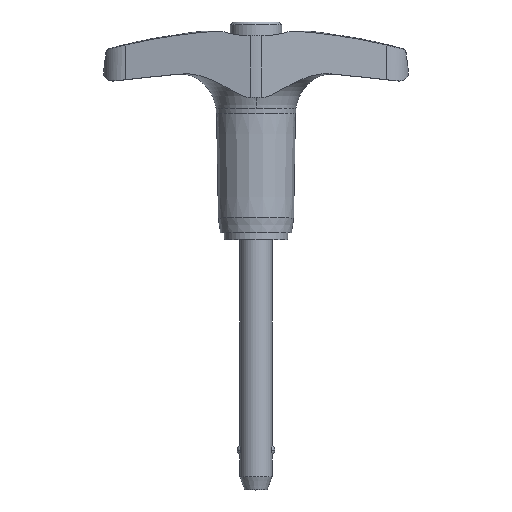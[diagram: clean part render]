
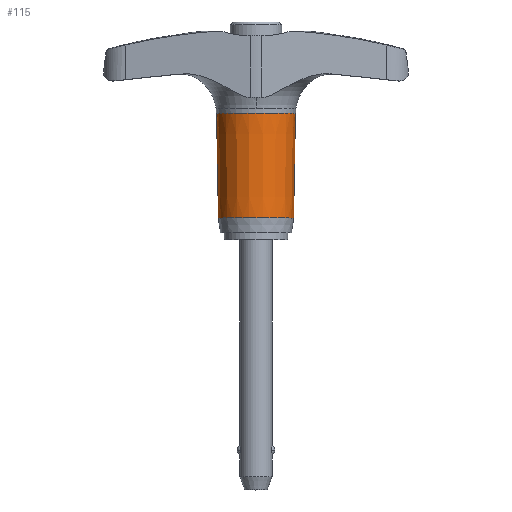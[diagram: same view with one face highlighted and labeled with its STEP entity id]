
A CAD part, top view. The second image highlights one B-rep face of the part: STEP entity #115.
In plain terms, the highlighted conical face has half-angle 1 degrees and reference radius 5.71 mm.
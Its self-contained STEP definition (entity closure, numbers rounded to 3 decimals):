
#115=ADVANCED_FACE('',(#292),#293,.T.);
#292=FACE_OUTER_BOUND('',#531,.T.);
#293=CONICAL_SURFACE('',#532,5.71,0.017);
#531=EDGE_LOOP('',(#820,#821,#822,#823));
#532=AXIS2_PLACEMENT_3D('',#824,#825,#826);
#820=ORIENTED_EDGE('',*,*,#1508,.T.);
#821=ORIENTED_EDGE('',*,*,#1509,.F.);
#822=ORIENTED_EDGE('',*,*,#1510,.T.);
#823=ORIENTED_EDGE('',*,*,#1511,.T.);
#824=CARTESIAN_POINT('',(0.0,10.959,0.0));
#825=DIRECTION('',(-0.0,1.0,-0.0));
#826=DIRECTION('',(1.0,0.0,0.0));
#1508=EDGE_CURVE('',#1834,#1835,#1836,.T.);
#1509=EDGE_CURVE('',#1837,#1835,#1838,.T.);
#1510=EDGE_CURVE('',#1837,#1839,#1840,.T.);
#1511=EDGE_CURVE('',#1839,#1834,#1841,.T.);
#1834=VERTEX_POINT('',#2570);
#1835=VERTEX_POINT('',#2571);
#1836=LINE('',#2572,#2573);
#1837=VERTEX_POINT('',#2574);
#1838=CIRCLE('',#2575,5.845);
#1839=VERTEX_POINT('',#2576);
#1840=LINE('',#2577,#2578);
#1841=CIRCLE('',#2579,5.575);
#2570=CARTESIAN_POINT('',(5.575,3.216,0.0));
#2571=CARTESIAN_POINT('',(5.845,18.702,0.));
#2572=CARTESIAN_POINT('',(5.71,10.959,0.));
#2573=VECTOR('',#3908,1.0);
#2574=CARTESIAN_POINT('',(-5.845,18.702,0.0));
#2575=AXIS2_PLACEMENT_3D('',#3909,#3910,#3911);
#2576=CARTESIAN_POINT('',(-5.575,3.216,0.));
#2577=CARTESIAN_POINT('',(-5.71,10.959,0.));
#2578=VECTOR('',#3912,1.0);
#2579=AXIS2_PLACEMENT_3D('',#3913,#3914,#3915);
#3908=DIRECTION('',(0.017,1.,0.));
#3909=CARTESIAN_POINT('',(0.0,18.702,0.0));
#3910=DIRECTION('',(0.0,1.0,0.0));
#3911=DIRECTION('',(-1.0,0.0,0.0));
#3912=DIRECTION('',(0.017,-1.,0.));
#3913=CARTESIAN_POINT('',(0.0,3.216,0.0));
#3914=DIRECTION('',(-0.0,1.0,0.0));
#3915=DIRECTION('',(1.0,0.0,0.0));
